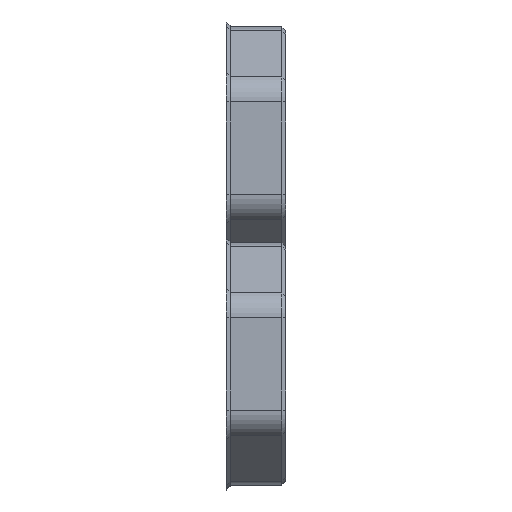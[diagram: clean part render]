
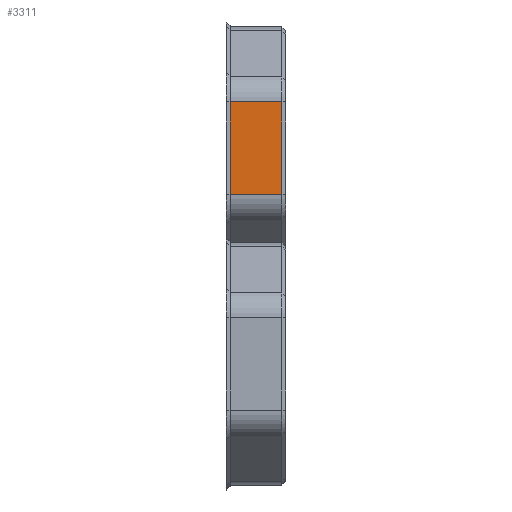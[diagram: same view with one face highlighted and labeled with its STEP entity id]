
A CAD part, left-side view. The second image highlights one B-rep face of the part: STEP entity #3311.
In plain terms, the highlighted planar face has unit normal (-1, 0, 0).
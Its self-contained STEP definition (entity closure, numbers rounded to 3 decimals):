
#1718 = ORIENTED_EDGE ( 'NONE', *, *, #6540, .T. ) ;
#3311 = ADVANCED_FACE ( 'NONE', ( #15003 ), #11674, .F. ) ;
#4530 = ORIENTED_EDGE ( 'NONE', *, *, #5780, .T. ) ;
#5039 = CARTESIAN_POINT ( 'NONE',  ( -65.674, -10.055, 0. ) ) ;
#5624 = VECTOR ( 'NONE', #14870, 1000. ) ;
#5780 = EDGE_CURVE ( 'NONE', #12826, #16635, #8420, .T. ) ;
#5994 = CARTESIAN_POINT ( 'NONE',  ( -65.674, 22.972, 89.11 ) ) ;
#6540 = EDGE_CURVE ( 'NONE', #9351, #12826, #8171, .T. ) ;
#6740 = LINE ( 'NONE', #8290, #13712 ) ;
#7035 = DIRECTION ( 'NONE',  ( 0., 0., 1. ) ) ;
#8171 = LINE ( 'NONE', #12931, #12569 ) ;
#8290 = CARTESIAN_POINT ( 'NONE',  ( -65.674, -10.055, 89.11 ) ) ;
#8420 = LINE ( 'NONE', #16438, #5624 ) ;
#8470 = EDGE_LOOP ( 'NONE', ( #12953, #1718, #4530, #15492 ) ) ;
#9351 = VERTEX_POINT ( 'NONE', #5994 ) ;
#9459 = CARTESIAN_POINT ( 'NONE',  ( -65.674, 28.172, 98.348 ) ) ;
#9500 = AXIS2_PLACEMENT_3D ( 'NONE', #5039, #18039, #14801 ) ;
#10181 = CARTESIAN_POINT ( 'NONE',  ( -65.674, 28.172, 0. ) ) ;
#11579 = CARTESIAN_POINT ( 'NONE',  ( -65.674, 22.972, 98.348 ) ) ;
#11674 = PLANE ( 'NONE',  #9500 ) ;
#11763 = DIRECTION ( 'NONE',  ( 0., 0., -1. ) ) ;
#12518 = EDGE_CURVE ( 'NONE', #9351, #19896, #6740, .T. ) ;
#12569 = VECTOR ( 'NONE', #7035, 1000. ) ;
#12826 = VERTEX_POINT ( 'NONE', #11579 ) ;
#12931 = CARTESIAN_POINT ( 'NONE',  ( -65.674, 22.972, 0. ) ) ;
#12953 = ORIENTED_EDGE ( 'NONE', *, *, #12518, .F. ) ;
#13712 = VECTOR ( 'NONE', #14648, 1000. ) ;
#13732 = CARTESIAN_POINT ( 'NONE',  ( -65.674, 28.172, 89.11 ) ) ;
#13900 = VECTOR ( 'NONE', #11763, 1000. ) ;
#14648 = DIRECTION ( 'NONE',  ( 0., 1., 0. ) ) ;
#14801 = DIRECTION ( 'NONE',  ( 0., 0., -1. ) ) ;
#14870 = DIRECTION ( 'NONE',  ( 0., 1., 0. ) ) ;
#15003 = FACE_OUTER_BOUND ( 'NONE', #8470, .T. ) ;
#15492 = ORIENTED_EDGE ( 'NONE', *, *, #18036, .T. ) ;
#16438 = CARTESIAN_POINT ( 'NONE',  ( -65.674, -10.055, 98.348 ) ) ;
#16635 = VERTEX_POINT ( 'NONE', #9459 ) ;
#18036 = EDGE_CURVE ( 'NONE', #16635, #19896, #18220, .T. ) ;
#18039 = DIRECTION ( 'NONE',  ( 1., 0., 0. ) ) ;
#18220 = LINE ( 'NONE', #10181, #13900 ) ;
#19896 = VERTEX_POINT ( 'NONE', #13732 ) ;
